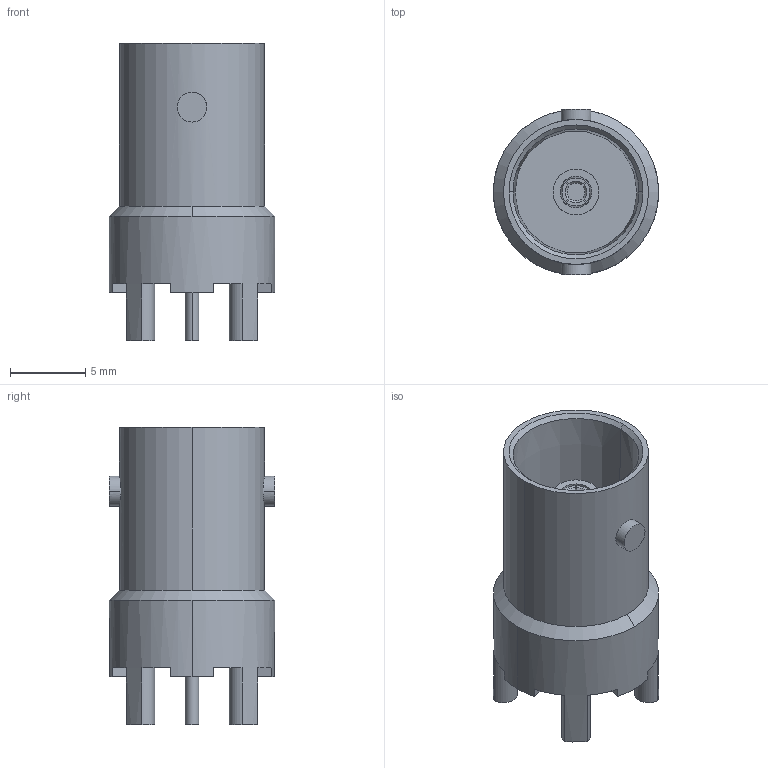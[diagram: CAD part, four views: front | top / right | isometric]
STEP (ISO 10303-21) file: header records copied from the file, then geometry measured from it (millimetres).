
FILE_DESCRIPTION((''),'2;1');
FILE_NAME('731711900','2019-01-18T',('gga'),(''),'PRO/ENGINEER BY PARAMETRIC TECHNOLOGY CORPORATION, 2016010','PRO/ENGINEER BY PARAMETRIC TECHNOLOGY CORPORATION, 2016010','');
FILE_SCHEMA(('CONFIG_CONTROL_DESIGN'));
Length unit declared in the file: millimetre
Products named in the file (1): 731711900
Bounding box: 11 x 11.02 x 19.78 mm (x, y, z)
Volume: 906.3 mm3; surface area: 1155.4 mm2
Topology: 2 solids, 2 shells, 77 faces, 215 edges, 147 vertices
Faces by surface type: plane 37, cylinder 30, cone 10
Entity records: 2651 total; most frequent: CARTESIAN_POINT 588, DIRECTION 436, ORIENTED_EDGE 410, EDGE_CURVE 205, AXIS2_PLACEMENT_3D 172, VERTEX_POINT 137, CIRCLE 94, VECTOR 92
